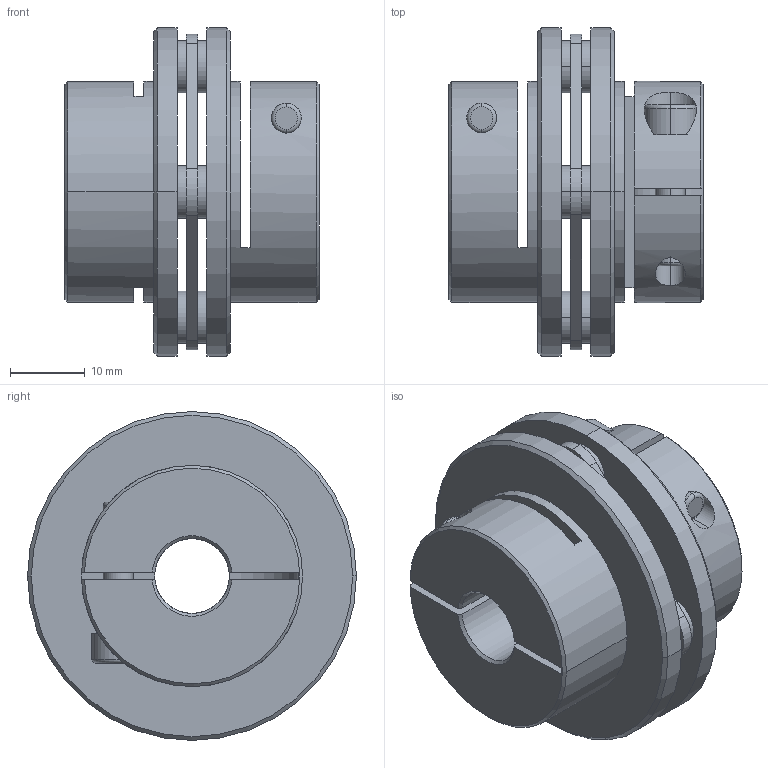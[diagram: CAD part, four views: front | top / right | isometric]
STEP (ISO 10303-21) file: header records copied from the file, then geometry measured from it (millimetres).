
FILE_DESCRIPTION (( 'STEP AP203' ), '1' );
FILE_NAME ('CL3-C44.step', '2011-08-10T07:29:32', ( '' ), ( '' ), 'SwSTEP 2.0', 'SolidWorks 2010', '' );
FILE_SCHEMA (( 'CONFIG_CONTROL_DESIGN' ));
Length unit declared in the file: millimetre
Products named in the file (1): CL3-C44
Bounding box: 34 x 44 x 44 mm (x, y, z)
Volume: 23552.3 mm3; surface area: 15112.7 mm2
Topology: 4 solids, 4 shells, 131 faces, 315 edges, 206 vertices
Faces by surface type: cylinder 61, plane 52, cone 10, torus 8
Entity records: 4188 total; most frequent: CARTESIAN_POINT 909, DIRECTION 707, ORIENTED_EDGE 630, EDGE_CURVE 315, AXIS2_PLACEMENT_3D 280, VERTEX_POINT 206, EDGE_LOOP 165, CIRCLE 148
